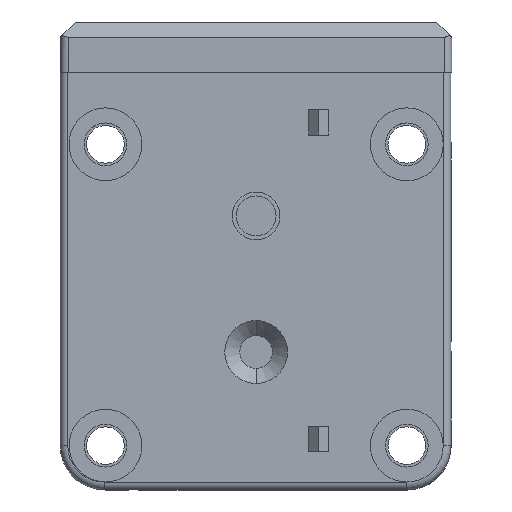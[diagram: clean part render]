
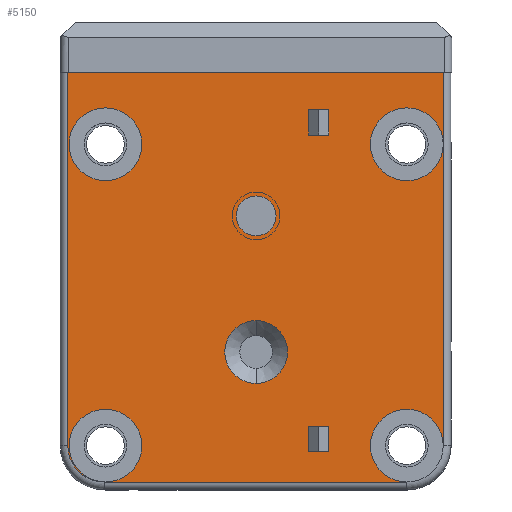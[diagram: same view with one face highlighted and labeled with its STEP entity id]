
A CAD part, front view. The second image highlights one B-rep face of the part: STEP entity #5150.
In plain terms, the highlighted planar face has unit normal (0, -1, 0).
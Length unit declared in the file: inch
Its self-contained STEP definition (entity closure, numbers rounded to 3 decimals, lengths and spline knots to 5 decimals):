
#1412=DIRECTION('',(0.,0.,1.));
#1413=VECTOR('',#1412,0.287);
#1414=CARTESIAN_POINT('',(-0.03,-1.1,-0.287));
#1415=LINE('',#1414,#1413);
#1416=CARTESIAN_POINT('',(-0.175,-1.1,-0.287));
#1417=DIRECTION('',(0.,-1.,0.));
#1418=DIRECTION('',(1.,0.,0.));
#1419=AXIS2_PLACEMENT_3D('',#1416,#1417,#1418);
#1421=CARTESIAN_POINT('',(-0.175,-1.1,-0.287));
#1422=DIRECTION('',(0.,-1.,0.));
#1423=DIRECTION('',(-1.,0.,0.));
#1424=AXIS2_PLACEMENT_3D('',#1421,#1422,#1423);
#1426=DIRECTION('',(0.,0.,1.));
#1427=VECTOR('',#1426,1.2);
#1428=CARTESIAN_POINT('',(-0.03,-1.1,-1.487));
#1429=LINE('',#1428,#1427);
#1430=CARTESIAN_POINT('',(-0.175,-1.1,-1.487));
#1431=DIRECTION('',(0.,-1.,0.));
#1432=DIRECTION('',(1.,0.,0.));
#1433=AXIS2_PLACEMENT_3D('',#1430,#1431,#1432);
#1435=CARTESIAN_POINT('',(-0.175,-1.1,-1.487));
#1436=DIRECTION('',(0.,-1.,0.));
#1437=DIRECTION('',(-1.,0.,0.));
#1438=AXIS2_PLACEMENT_3D('',#1435,#1436,#1437);
#1440=DIRECTION('',(1.,0.,0.));
#1441=VECTOR('',#1440,1.2);
#1442=CARTESIAN_POINT('',(-1.37501,-1.1,-1.632));
#1443=LINE('',#1442,#1441);
#1444=CARTESIAN_POINT('',(-1.375,-1.1,-1.487));
#1445=DIRECTION('',(0.,-1.,0.));
#1446=DIRECTION('',(0.,0.,-1.));
#1447=AXIS2_PLACEMENT_3D('',#1444,#1445,#1446);
#1449=CARTESIAN_POINT('',(-1.375,-1.1,-1.487));
#1450=DIRECTION('',(0.,-1.,0.));
#1451=DIRECTION('',(1.,0.,0.));
#1452=AXIS2_PLACEMENT_3D('',#1449,#1450,#1451);
#1454=CARTESIAN_POINT('',(-1.375,-1.1,-1.487));
#1455=DIRECTION('',(0.,-1.,0.));
#1456=DIRECTION('',(-1.,0.,0.));
#1457=AXIS2_PLACEMENT_3D('',#1454,#1455,#1456);
#1459=CARTESIAN_POINT('',(-1.38,-1.1,-1.487));
#1460=DIRECTION('',(0.,-1.,0.));
#1461=DIRECTION('',(-1.,0.,0.));
#1462=AXIS2_PLACEMENT_3D('',#1459,#1460,#1461);
#1464=DIRECTION('',(0.,0.,-1.));
#1465=VECTOR('',#1464,1.487);
#1466=CARTESIAN_POINT('',(-1.525,-1.1,0.));
#1467=LINE('',#1466,#1465);
#1468=DIRECTION('',(-1.,0.,0.));
#1469=VECTOR('',#1468,1.495);
#1470=CARTESIAN_POINT('',(-0.03,-1.1,0.));
#1471=LINE('',#1470,#1469);
#1472=CARTESIAN_POINT('',(-0.775,-1.1,-1.114));
#1473=DIRECTION('',(0.,1.,0.));
#1474=DIRECTION('',(0.,0.,-1.));
#1475=AXIS2_PLACEMENT_3D('',#1472,#1473,#1474);
#1477=CARTESIAN_POINT('',(-0.775,-1.1,-1.114));
#1478=DIRECTION('',(0.,1.,0.));
#1479=DIRECTION('',(0.,0.,1.));
#1480=AXIS2_PLACEMENT_3D('',#1477,#1478,#1479);
#1482=CARTESIAN_POINT('',(-0.775,-1.1,-0.572));
#1483=DIRECTION('',(0.,-1.,0.));
#1484=DIRECTION('',(-1.,0.,0.));
#1485=AXIS2_PLACEMENT_3D('',#1482,#1483,#1484);
#1487=CARTESIAN_POINT('',(-0.775,-1.1,-0.572));
#1488=DIRECTION('',(0.,-1.,0.));
#1489=DIRECTION('',(1.,0.,0.));
#1490=AXIS2_PLACEMENT_3D('',#1487,#1488,#1489);
#1492=CARTESIAN_POINT('',(-1.375,-1.1,-0.287));
#1493=DIRECTION('',(0.,-1.,0.));
#1494=DIRECTION('',(-1.,0.,0.));
#1495=AXIS2_PLACEMENT_3D('',#1492,#1493,#1494);
#1497=CARTESIAN_POINT('',(-1.375,-1.1,-0.287));
#1498=DIRECTION('',(0.,-1.,0.));
#1499=DIRECTION('',(1.,0.,0.));
#1500=AXIS2_PLACEMENT_3D('',#1497,#1498,#1499);
#1502=DIRECTION('',(-1.,0.,0.));
#1503=VECTOR('',#1502,0.08);
#1504=CARTESIAN_POINT('',(-0.485,-1.1,-0.15));
#1505=LINE('',#1504,#1503);
#1506=DIRECTION('',(0.,0.,-1.));
#1507=VECTOR('',#1506,0.1);
#1508=CARTESIAN_POINT('',(-0.565,-1.1,-0.15));
#1509=LINE('',#1508,#1507);
#1510=DIRECTION('',(-1.,0.,0.));
#1511=VECTOR('',#1510,0.08);
#1512=CARTESIAN_POINT('',(-0.485,-1.1,-0.25));
#1513=LINE('',#1512,#1511);
#1514=DIRECTION('',(0.,0.,-1.));
#1515=VECTOR('',#1514,0.1);
#1516=CARTESIAN_POINT('',(-0.485,-1.1,-0.15));
#1517=LINE('',#1516,#1515);
#1518=DIRECTION('',(0.,0.,1.));
#1519=VECTOR('',#1518,0.1);
#1520=CARTESIAN_POINT('',(-0.565,-1.1,-1.512));
#1521=LINE('',#1520,#1519);
#1522=DIRECTION('',(1.,0.,0.));
#1523=VECTOR('',#1522,0.08);
#1524=CARTESIAN_POINT('',(-0.565,-1.1,-1.512));
#1525=LINE('',#1524,#1523);
#1526=DIRECTION('',(0.,0.,1.));
#1527=VECTOR('',#1526,0.1);
#1528=CARTESIAN_POINT('',(-0.485,-1.1,-1.512));
#1529=LINE('',#1528,#1527);
#1530=DIRECTION('',(1.,0.,0.));
#1531=VECTOR('',#1530,0.08);
#1532=CARTESIAN_POINT('',(-0.565,-1.1,-1.412));
#1533=LINE('',#1532,#1531);
#2848=CARTESIAN_POINT('',(-1.23,-1.1,-1.487));
#2849=CARTESIAN_POINT('',(-1.52,-1.1,-1.487));
#2850=VERTEX_POINT('',#2848);
#2851=VERTEX_POINT('',#2849);
#2852=CARTESIAN_POINT('',(-1.52,-1.1,-0.287));
#2853=CARTESIAN_POINT('',(-1.23,-1.1,-0.287));
#2854=VERTEX_POINT('',#2852);
#2855=VERTEX_POINT('',#2853);
#2856=CARTESIAN_POINT('',(-0.32,-1.1,-0.287));
#2857=CARTESIAN_POINT('',(-0.03,-1.1,-0.287));
#2858=VERTEX_POINT('',#2856);
#2859=VERTEX_POINT('',#2857);
#2876=CARTESIAN_POINT('',(-0.32,-1.1,-1.487));
#2877=VERTEX_POINT('',#2876);
#2898=CARTESIAN_POINT('',(-0.775,-1.1,-1.239));
#2899=CARTESIAN_POINT('',(-0.775,-1.1,-0.989));
#2900=VERTEX_POINT('',#2898);
#2901=VERTEX_POINT('',#2899);
#2902=CARTESIAN_POINT('',(-0.8545,-1.1,-0.572));
#2903=CARTESIAN_POINT('',(-0.6955,-1.1,-0.572));
#2904=VERTEX_POINT('',#2902);
#2905=VERTEX_POINT('',#2903);
#3204=CARTESIAN_POINT('',(-0.485,-1.1,-0.15));
#3205=CARTESIAN_POINT('',(-0.565,-1.1,-0.15));
#3206=VERTEX_POINT('',#3204);
#3207=VERTEX_POINT('',#3205);
#3208=CARTESIAN_POINT('',(-0.485,-1.1,-0.25));
#3209=CARTESIAN_POINT('',(-0.565,-1.1,-0.25));
#3210=VERTEX_POINT('',#3208);
#3211=VERTEX_POINT('',#3209);
#3216=CARTESIAN_POINT('',(-0.565,-1.1,-1.512));
#3217=CARTESIAN_POINT('',(-0.565,-1.1,-1.412));
#3218=VERTEX_POINT('',#3216);
#3219=VERTEX_POINT('',#3217);
#3220=CARTESIAN_POINT('',(-0.485,-1.1,-1.512));
#3221=CARTESIAN_POINT('',(-0.485,-1.1,-1.412));
#3222=VERTEX_POINT('',#3220);
#3223=VERTEX_POINT('',#3221);
#3440=CARTESIAN_POINT('',(-0.03,-1.1,0.));
#3442=VERTEX_POINT('',#3440);
#3446=CARTESIAN_POINT('',(-0.175,-1.1,-1.632));
#3447=CARTESIAN_POINT('',(-0.03,-1.1,-1.487));
#3448=VERTEX_POINT('',#3446);
#3449=VERTEX_POINT('',#3447);
#3454=CARTESIAN_POINT('',(-1.525,-1.1,-1.487));
#3455=CARTESIAN_POINT('',(-1.38,-1.1,-1.632));
#3456=VERTEX_POINT('',#3454);
#3457=VERTEX_POINT('',#3455);
#3461=CARTESIAN_POINT('',(-1.525,-1.1,0.));
#3463=VERTEX_POINT('',#3461);
#3464=CARTESIAN_POINT('',(-1.37501,-1.1,-1.632));
#3465=VERTEX_POINT('',#3464);
#5084=CARTESIAN_POINT('',(0.,-1.1,0.));
#5085=DIRECTION('',(0.,-1.,0.));
#5086=DIRECTION('',(1.,0.,0.));
#5087=AXIS2_PLACEMENT_3D('',#5084,#5085,#5086);
#5088=PLANE('',#5087);
#5089=ORIENTED_EDGE('',*,*,#4077,.F.);
#5091=ORIENTED_EDGE('',*,*,#5090,.T.);
#5093=ORIENTED_EDGE('',*,*,#5092,.T.);
#5094=ORIENTED_EDGE('',*,*,#4075,.F.);
#5096=ORIENTED_EDGE('',*,*,#5095,.T.);
#5097=ORIENTED_EDGE('',*,*,#4040,.T.);
#5099=ORIENTED_EDGE('',*,*,#5098,.F.);
#5101=ORIENTED_EDGE('',*,*,#5100,.T.);
#5103=ORIENTED_EDGE('',*,*,#5102,.T.);
#5105=ORIENTED_EDGE('',*,*,#5104,.T.);
#5107=ORIENTED_EDGE('',*,*,#5106,.F.);
#5109=ORIENTED_EDGE('',*,*,#5108,.F.);
#5110=ORIENTED_EDGE('',*,*,#4088,.F.);
#5111=EDGE_LOOP('',(#5089,#5091,#5093,#5094,#5096,#5097,#5099,#5101,#5103,#5105,
#5107,#5109,#5110));
#5112=FACE_OUTER_BOUND('',#5111,.F.);
#5114=ORIENTED_EDGE('',*,*,#5113,.F.);
#5116=ORIENTED_EDGE('',*,*,#5115,.F.);
#5117=EDGE_LOOP('',(#5114,#5116));
#5118=FACE_BOUND('',#5117,.F.);
#5119=ORIENTED_EDGE('',*,*,#5074,.T.);
#5121=ORIENTED_EDGE('',*,*,#5120,.T.);
#5122=EDGE_LOOP('',(#5119,#5121));
#5123=FACE_BOUND('',#5122,.F.);
#5125=ORIENTED_EDGE('',*,*,#5124,.T.);
#5127=ORIENTED_EDGE('',*,*,#5126,.T.);
#5128=EDGE_LOOP('',(#5125,#5127));
#5129=FACE_BOUND('',#5128,.F.);
#5131=ORIENTED_EDGE('',*,*,#5130,.T.);
#5133=ORIENTED_EDGE('',*,*,#5132,.T.);
#5135=ORIENTED_EDGE('',*,*,#5134,.F.);
#5137=ORIENTED_EDGE('',*,*,#5136,.F.);
#5138=EDGE_LOOP('',(#5131,#5133,#5135,#5137));
#5139=FACE_BOUND('',#5138,.F.);
#5141=ORIENTED_EDGE('',*,*,#5140,.F.);
#5143=ORIENTED_EDGE('',*,*,#5142,.T.);
#5145=ORIENTED_EDGE('',*,*,#5144,.T.);
#5147=ORIENTED_EDGE('',*,*,#5146,.F.);
#5148=EDGE_LOOP('',(#5141,#5143,#5145,#5147));
#5149=FACE_BOUND('',#5148,.F.);
#5150=ADVANCED_FACE('',(#5112,#5118,#5123,#5129,#5139,#5149),#5088,.T.);
#1420=CIRCLE('',#1419,0.145);
#1425=CIRCLE('',#1424,0.145);
#1434=CIRCLE('',#1433,0.145);
#1439=CIRCLE('',#1438,0.145);
#1448=CIRCLE('',#1447,0.145);
#1453=CIRCLE('',#1452,0.145);
#1458=CIRCLE('',#1457,0.145);
#1463=CIRCLE('',#1462,0.145);
#1476=CIRCLE('',#1475,0.125);
#1481=CIRCLE('',#1480,0.125);
#1486=CIRCLE('',#1485,0.0795);
#1491=CIRCLE('',#1490,0.0795);
#1496=CIRCLE('',#1495,0.145);
#1501=CIRCLE('',#1500,0.145);
#4040=EDGE_CURVE('',#2877,#3448,#1439,.T.);
#4075=EDGE_CURVE('',#3449,#2859,#1429,.T.);
#4077=EDGE_CURVE('',#2859,#3442,#1415,.T.);
#4088=EDGE_CURVE('',#3442,#3463,#1471,.T.);
#5074=EDGE_CURVE('',#2904,#2905,#1486,.T.);
#5090=EDGE_CURVE('',#2859,#2858,#1420,.T.);
#5092=EDGE_CURVE('',#2858,#2859,#1425,.T.);
#5095=EDGE_CURVE('',#3449,#2877,#1434,.T.);
#5098=EDGE_CURVE('',#3465,#3448,#1443,.T.);
#5100=EDGE_CURVE('',#3465,#2850,#1448,.T.);
#5102=EDGE_CURVE('',#2850,#2851,#1453,.T.);
#5104=EDGE_CURVE('',#2851,#3457,#1458,.T.);
#5106=EDGE_CURVE('',#3456,#3457,#1463,.T.);
#5108=EDGE_CURVE('',#3463,#3456,#1467,.T.);
#5113=EDGE_CURVE('',#2900,#2901,#1476,.T.);
#5115=EDGE_CURVE('',#2901,#2900,#1481,.T.);
#5120=EDGE_CURVE('',#2905,#2904,#1491,.T.);
#5124=EDGE_CURVE('',#2854,#2855,#1496,.T.);
#5126=EDGE_CURVE('',#2855,#2854,#1501,.T.);
#5130=EDGE_CURVE('',#3206,#3207,#1505,.T.);
#5132=EDGE_CURVE('',#3207,#3211,#1509,.T.);
#5134=EDGE_CURVE('',#3210,#3211,#1513,.T.);
#5136=EDGE_CURVE('',#3206,#3210,#1517,.T.);
#5140=EDGE_CURVE('',#3218,#3219,#1521,.T.);
#5142=EDGE_CURVE('',#3218,#3222,#1525,.T.);
#5144=EDGE_CURVE('',#3222,#3223,#1529,.T.);
#5146=EDGE_CURVE('',#3219,#3223,#1533,.T.);
